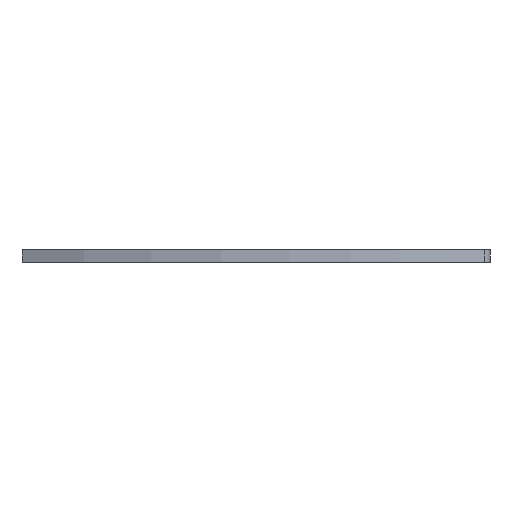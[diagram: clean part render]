
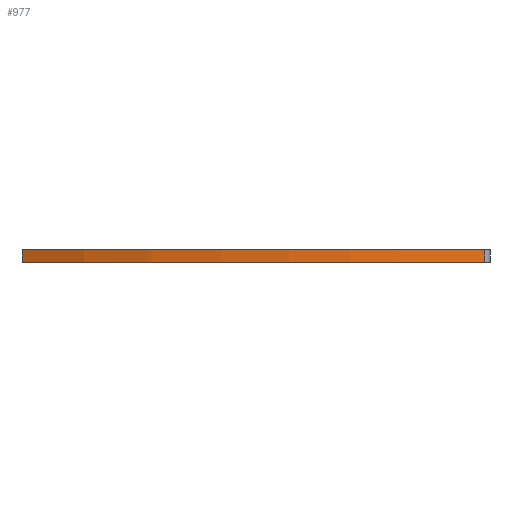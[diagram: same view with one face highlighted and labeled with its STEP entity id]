
A CAD part, front view. The second image highlights one B-rep face of the part: STEP entity #977.
In plain terms, the highlighted free-form (B-spline) face has degree [3, 1] with [4, 2] control points.
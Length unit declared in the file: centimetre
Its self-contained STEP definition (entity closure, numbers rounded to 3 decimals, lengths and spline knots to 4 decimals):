
#84=B_SPLINE_CURVE_WITH_KNOTS('',3,(#1739,#1740,#1741,#1742),
 .UNSPECIFIED.,.F.,.F.,(4,4),(-7.5142,0.),.UNSPECIFIED.);
#85=B_SPLINE_CURVE_WITH_KNOTS('',3,(#1744,#1745,#1746,#1747),
 .UNSPECIFIED.,.F.,.F.,(4,4),(-7.5142,0.),.UNSPECIFIED.);
#116=(
BOUNDED_SURFACE()
B_SPLINE_SURFACE(3,1,((#1730,#1731),(#1732,#1733),(#1734,#1735),(#1736,
#1737)),.UNSPECIFIED.,.F.,.F.,.F.)
B_SPLINE_SURFACE_WITH_KNOTS((4,4),(2,2),(0.,1.),(-2.7281,3.),
 .UNSPECIFIED.)
GEOMETRIC_REPRESENTATION_ITEM()
RATIONAL_B_SPLINE_SURFACE(((1.,1.),(1.,1.),(1.,1.),(1.,1.)))
REPRESENTATION_ITEM('')
SURFACE()
);
#162=FACE_OUTER_BOUND('',#211,.T.);
#211=EDGE_LOOP('',(#804,#805,#806,#807));
#308=LINE('',#1729,#391);
#309=LINE('',#1748,#392);
#391=VECTOR('',#1118,0.2);
#392=VECTOR('',#1119,0.2);
#483=VERTEX_POINT('',#1725);
#484=VERTEX_POINT('',#1727);
#485=VERTEX_POINT('',#1738);
#486=VERTEX_POINT('',#1743);
#620=EDGE_CURVE('',#483,#484,#308,.T.);
#621=EDGE_CURVE('',#485,#483,#84,.T.);
#622=EDGE_CURVE('',#486,#484,#85,.T.);
#623=EDGE_CURVE('',#485,#486,#309,.T.);
#804=ORIENTED_EDGE('',*,*,#621,.T.);
#805=ORIENTED_EDGE('',*,*,#620,.T.);
#806=ORIENTED_EDGE('',*,*,#622,.F.);
#807=ORIENTED_EDGE('',*,*,#623,.F.);
#977=ADVANCED_FACE('',(#162),#116,.T.);
#1118=DIRECTION('',(0.,0.,-1.));
#1119=DIRECTION('',(0.,0.,-1.));
#1725=CARTESIAN_POINT('',(-7.9339,1.6184,0.2002));
#1727=CARTESIAN_POINT('',(-7.9339,1.6184,0.0001));
#1729=CARTESIAN_POINT('',(-7.9339,1.6184,0.2502));
#1730=CARTESIAN_POINT('Ctrl Pts',(-0.2658,1.358,1.2126));
#1731=CARTESIAN_POINT('Ctrl Pts',(-0.2658,1.358,-0.8082));
#1732=CARTESIAN_POINT('Ctrl Pts',(-2.2783,0.0654,
1.2126));
#1733=CARTESIAN_POINT('Ctrl Pts',(-2.2783,0.0654,
-0.8082));
#1734=CARTESIAN_POINT('Ctrl Pts',(-5.6142,0.4392,1.2126));
#1735=CARTESIAN_POINT('Ctrl Pts',(-5.6142,0.4392,-0.8082));
#1736=CARTESIAN_POINT('Ctrl Pts',(-7.9339,1.6184,1.2126));
#1737=CARTESIAN_POINT('Ctrl Pts',(-7.9339,1.6184,-0.8082));
#1738=CARTESIAN_POINT('',(-0.2658,1.358,0.2002));
#1739=CARTESIAN_POINT('Ctrl Pts',(-0.2658,1.358,0.2002));
#1740=CARTESIAN_POINT('Ctrl Pts',(-2.2783,0.0654,
0.2002));
#1741=CARTESIAN_POINT('Ctrl Pts',(-5.6142,0.4392,0.2002));
#1742=CARTESIAN_POINT('Ctrl Pts',(-7.9339,1.6184,0.2002));
#1743=CARTESIAN_POINT('',(-0.2658,1.358,0.0001));
#1744=CARTESIAN_POINT('Ctrl Pts',(-0.2658,1.358,0.0001));
#1745=CARTESIAN_POINT('Ctrl Pts',(-2.2783,0.0654,0.0001));
#1746=CARTESIAN_POINT('Ctrl Pts',(-5.6142,0.4392,0.0001));
#1747=CARTESIAN_POINT('Ctrl Pts',(-7.9339,1.6184,0.0001));
#1748=CARTESIAN_POINT('',(-0.2658,1.358,0.2502));
